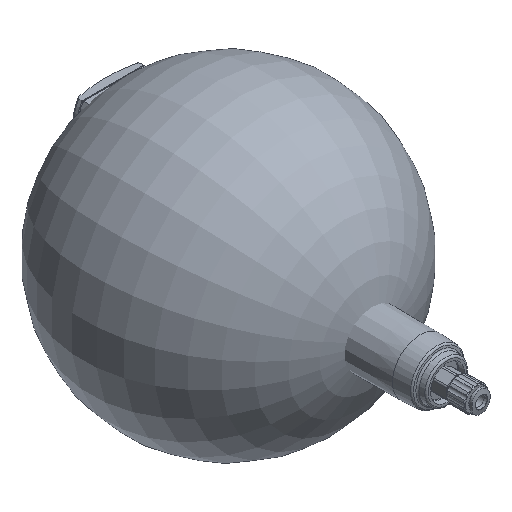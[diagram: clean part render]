
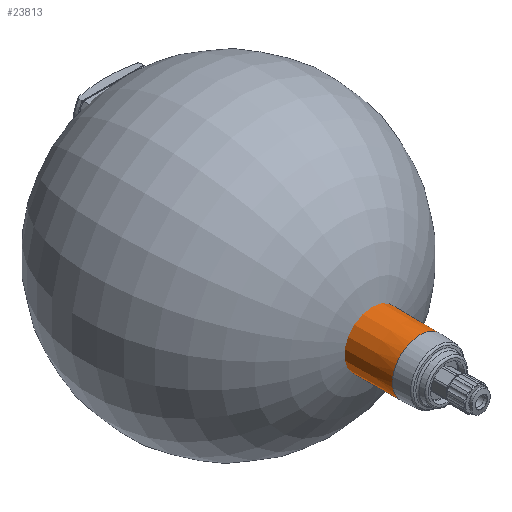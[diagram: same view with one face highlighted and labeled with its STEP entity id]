
A CAD part, isometric view. The second image highlights one B-rep face of the part: STEP entity #23813.
In plain terms, the highlighted conical face has half-angle 0.5 degrees and reference radius 15.575 mm.
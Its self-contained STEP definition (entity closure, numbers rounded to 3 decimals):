
#112=CONICAL_SURFACE('',#25373,15.575,0.009);
#8011=ORIENTED_EDGE('',*,*,#11209,.F.);
#8012=ORIENTED_EDGE('',*,*,#10545,.T.);
#10545=EDGE_CURVE('',#12719,#12719,#13762,.F.);
#11209=EDGE_CURVE('',#13109,#13109,#14024,.T.);
#12719=VERTEX_POINT('',#33868);
#13109=VERTEX_POINT('',#35343);
#13762=CIRCLE('',#24797,15.549);
#14024=CIRCLE('',#25374,14.983);
#14968=EDGE_LOOP('',(#8011));
#14969=EDGE_LOOP('',(#8012));
#16086=FACE_BOUND('',#14968,.T.);
#16087=FACE_BOUND('',#14969,.T.);
#23813=ADVANCED_FACE('',(#16086,#16087),#112,.T.);
#24797=AXIS2_PLACEMENT_3D('',#33867,#28140,#28141);
#25373=AXIS2_PLACEMENT_3D('',#35341,#29650,#29651);
#25374=AXIS2_PLACEMENT_3D('',#35342,#29652,#29653);
#28140=DIRECTION('',(0.,1.,0.));
#28141=DIRECTION('',(0.,0.,1.));
#29650=DIRECTION('',(0.,1.,0.));
#29651=DIRECTION('',(0.,0.,1.));
#29652=DIRECTION('',(0.,-1.,0.));
#29653=DIRECTION('',(0.,0.,-1.));
#33867=CARTESIAN_POINT('',(0.,-35.5,0.));
#33868=CARTESIAN_POINT('',(0.,-35.5,15.549));
#35341=CARTESIAN_POINT('',(0.,-32.53,0.));
#35342=CARTESIAN_POINT('',(0.,-100.43,0.));
#35343=CARTESIAN_POINT('',(0.,-100.43,-14.983));
